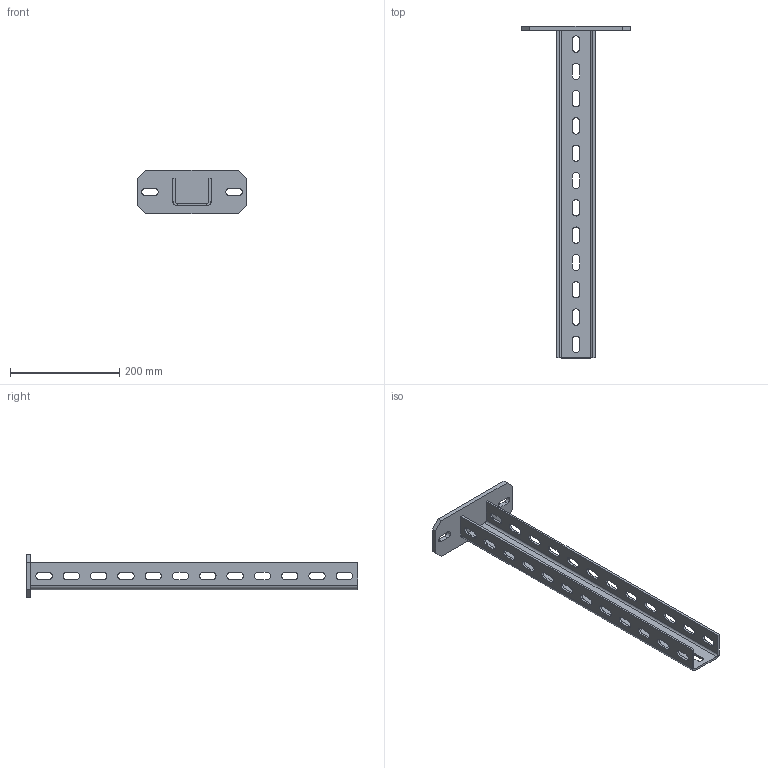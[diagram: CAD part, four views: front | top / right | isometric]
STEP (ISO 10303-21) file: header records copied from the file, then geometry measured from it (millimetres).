
FILE_DESCRIPTION((''),'2;1');
FILE_NAME('721560_ASM','2018-12-11T11:43:23',('tomasz.grudniewski'),(''),'CREO PARAMETRIC BY PTC INC, 2018260','CREO PARAMETRIC BY PTC INC, 2018260','');
FILE_SCHEMA(('CONFIG_CONTROL_DESIGN'));
Length unit declared in the file: millimetre
Products named in the file (3): PODSTAWA_80X200_G8_PRT; 70X50X600_PRT; 721560_ASM
Assembly tree (2 placements, depth 2):
  721560_ASM
    PODSTAWA_80X200_G8_PRT
    70X50X600_PRT
Bounding box: 200 x 608 x 80 mm (x, y, z)
Volume: 444241.8 mm3; surface area: 214663.9 mm2
Topology: 2 solids, 2 shells, 184 faces, 524 edges, 344 vertices
Faces by surface type: plane 104, cylinder 80
Entity records: 6240 total; most frequent: DIRECTION 1062, CARTESIAN_POINT 1057, ORIENTED_EDGE 1048, EDGE_CURVE 524, VECTOR 364, LINE 364, AXIS2_PLACEMENT_3D 349, VERTEX_POINT 344
